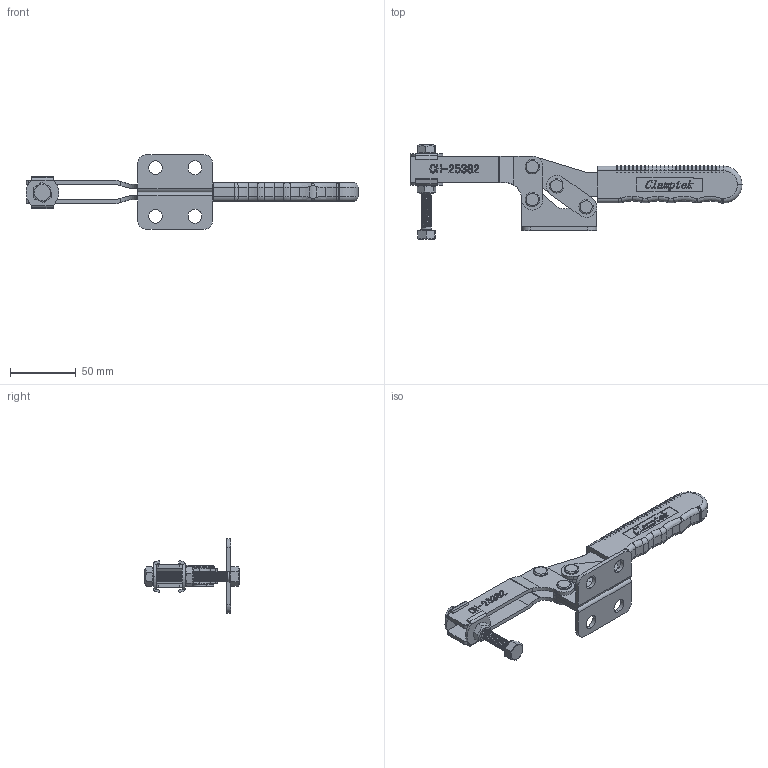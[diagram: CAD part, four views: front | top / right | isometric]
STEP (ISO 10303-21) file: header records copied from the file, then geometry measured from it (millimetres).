
FILE_DESCRIPTION (( 'STEP AP203' ), '1' );
FILE_NAME ('CH-25382.STEP', '2012-09-29T01:18:01', ( '微软用户' ), ( '微软中国' ), 'SwSTEP 2.0', 'SolidWorks 2010', '' );
FILE_SCHEMA (( 'CONFIG_CONTROL_DESIGN' ));
Products named in the file (10): 25382-04; 25382-03; 01; CH-25382; 25382-01; 25382-02; 25382-05; FW380; M8; 086512
Assembly tree (15 placements, depth 2):
  CH-25382
    25382-04  x2
    25382-05  x4
    25382-02
    FW380  x2
    M8  x2
    25382-03
    086512
    01
    25382-01
Bounding box: 252.49 x 71.51 x 57 mm (x, y, z)
Volume: 87712.4 mm3; surface area: 56101.2 mm2
Topology: 17 solids, 17 shells, 1527 faces, 4032 edges, 2590 vertices
Faces by surface type: plane 581, cylinder 448, bspline 364, torus 106, cone 22, sphere 6
Entity records: 79716 total; most frequent: CARTESIAN_POINT 45750, ORIENTED_EDGE 7580, DIRECTION 5624, EDGE_CURVE 3790, VERTEX_POINT 2438, VECTOR 2114, LINE 2114, AXIS2_PLACEMENT_3D 1755
